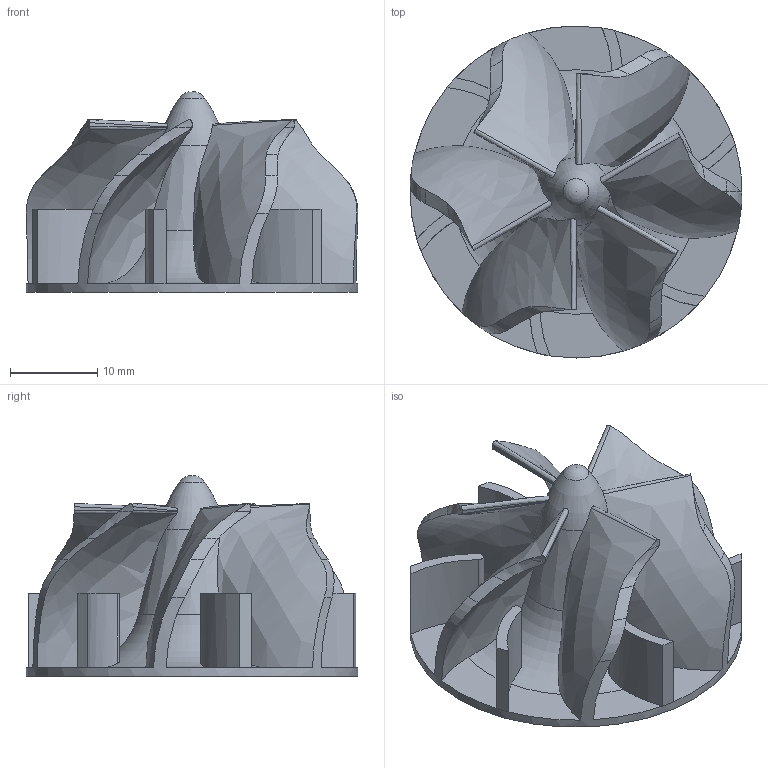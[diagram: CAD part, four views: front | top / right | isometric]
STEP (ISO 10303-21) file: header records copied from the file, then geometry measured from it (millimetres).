
FILE_DESCRIPTION(('FreeCAD Model'),'2;1');
FILE_NAME('Open CASCADE Shape Model','2023-10-24T16:27:50',(''),(''), 'Open CASCADE STEP processor 7.6','FreeCAD','Unknown');
FILE_SCHEMA(('AUTOMOTIVE_DESIGN { 1 0 10303 214 1 1 1 1 }'));
Length unit declared in the file: millimetre
Products named in the file (1): RotorCCW-C_Var2
Bounding box: 38 x 38 x 23 mm (x, y, z)
Volume: 5566.8 mm3; surface area: 7046.3 mm2
Topology: 1 solids, 1 shells, 125 faces, 349 edges, 225 vertices
Faces by surface type: plane 37, cylinder 26, bspline 24, torus 20, cone 16, revolution 1, sphere 1
Full cylindrical faces by diameter (mm): 2 x1, 38 x1
Entity records: 8469 total; most frequent: CARTESIAN_POINT 5620, ORIENTED_EDGE 694, DIRECTION 471, EDGE_CURVE 347, VERTEX_POINT 225, AXIS2_PLACEMENT_3D 211, B_SPLINE_CURVE_WITH_KNOTS 178, FACE_BOUND 126
